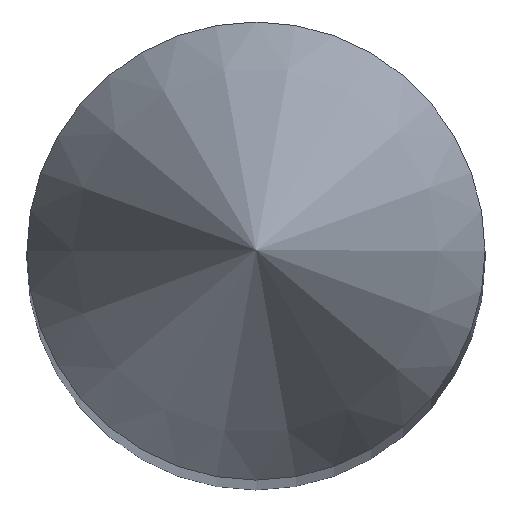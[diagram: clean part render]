
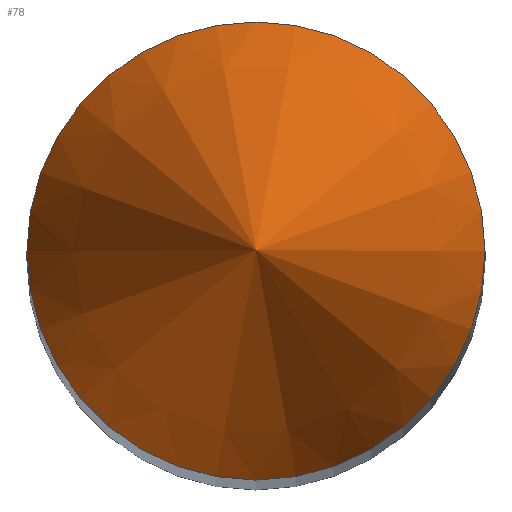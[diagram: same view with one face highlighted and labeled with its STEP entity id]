
A CAD part, top view. The second image highlights one B-rep face of the part: STEP entity #78.
In plain terms, the highlighted conical face has half-angle 22.5 degrees and reference radius 0.24 mm.
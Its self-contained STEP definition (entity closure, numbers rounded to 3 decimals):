
#47 = EDGE_CURVE('',#48,#50,#52,.T.);
#48 = VERTEX_POINT('',#49);
#49 = CARTESIAN_POINT('',(0.24,0.,6.626));
#50 = VERTEX_POINT('',#51);
#51 = CARTESIAN_POINT('',(-0.24,0.,6.626));
#52 = CIRCLE('',#53,0.24);
#53 = AXIS2_PLACEMENT_3D('',#54,#55,#56);
#54 = CARTESIAN_POINT('',(0.,0.,6.626));
#55 = DIRECTION('',(0.,0.,1.));
#56 = DIRECTION('',(1.,0.,0.));
#58 = EDGE_CURVE('',#50,#48,#59,.T.);
#59 = CIRCLE('',#60,0.24);
#60 = AXIS2_PLACEMENT_3D('',#61,#62,#63);
#61 = CARTESIAN_POINT('',(0.,0.,6.626));
#62 = DIRECTION('',(0.,0.,1.));
#63 = DIRECTION('',(1.,0.,0.));
#78 = ADVANCED_FACE('',(#79),#92,.T.);
#79 = FACE_BOUND('',#80,.T.);
#80 = EDGE_LOOP('',(#81,#89,#90,#91));
#81 = ORIENTED_EDGE('',*,*,#82,.T.);
#82 = EDGE_CURVE('',#83,#50,#85,.T.);
#83 = VERTEX_POINT('',#84);
#84 = CARTESIAN_POINT('',(0.,0.,7.205));
#85 = LINE('',#86,#87);
#86 = CARTESIAN_POINT('',(-0.24,0.,6.626));
#87 = VECTOR('',#88,1.);
#88 = DIRECTION('',(-0.383,0.,-0.924
    ));
#89 = ORIENTED_EDGE('',*,*,#58,.T.);
#90 = ORIENTED_EDGE('',*,*,#47,.T.);
#91 = ORIENTED_EDGE('',*,*,#82,.F.);
#92 = CONICAL_SURFACE('',#93,0.24,0.393);
#93 = AXIS2_PLACEMENT_3D('',#94,#95,#96);
#94 = CARTESIAN_POINT('',(0.,0.,6.626));
#95 = DIRECTION('',(0.,0.,-1.));
#96 = DIRECTION('',(1.,0.,0.));
